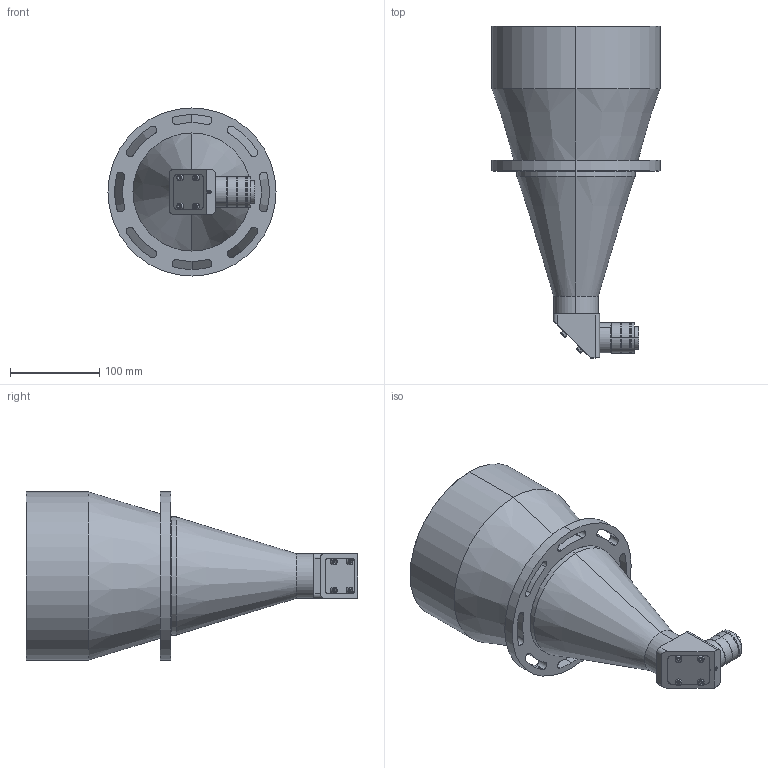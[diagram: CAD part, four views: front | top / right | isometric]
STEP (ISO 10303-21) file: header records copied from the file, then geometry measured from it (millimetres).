
FILE_DESCRIPTION (( 'STEP AP214' ), '1' );
FILE_NAME ('TTL9.5-155-320C.STEP', '2023-05-12T05:43:55', ( '' ), ( '' ), 'SwSTEP 2.0', 'SolidWorks 2022', '' );
FILE_SCHEMA (( 'AUTOMOTIVE_DESIGN' ));
Length unit declared in the file: millimetre
Products named in the file (1): TTL9.5-155-320C
Bounding box: 188 x 371.14 x 188 mm (x, y, z)
Volume: 1896315.1 mm3; surface area: 424796.5 mm2
Topology: 33 solids, 33 shells, 784 faces, 1781 edges, 1101 vertices
Faces by surface type: cylinder 304, plane 227, cone 192, bspline 61
Entity records: 33328 total; most frequent: CARTESIAN_POINT 6325, DIRECTION 4074, ORIENTED_EDGE 3526, EDGE_CURVE 1763, AXIS2_PLACEMENT_3D 1672, VERTEX_POINT 1101, CIRCLE 948, EDGE_LOOP 916
